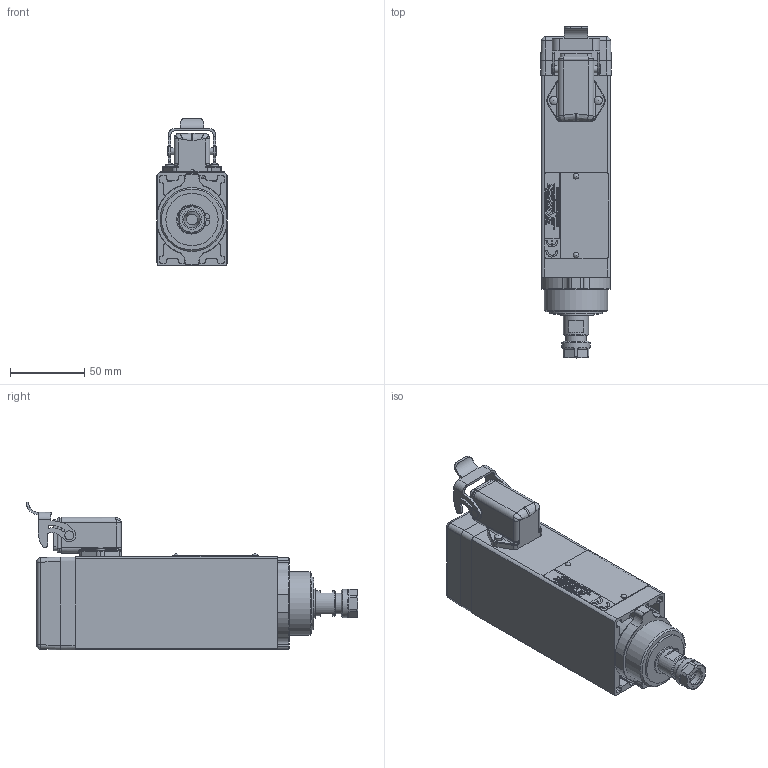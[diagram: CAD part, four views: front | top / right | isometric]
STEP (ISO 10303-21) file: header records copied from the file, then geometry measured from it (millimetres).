
FILE_DESCRIPTION(/* description */ ('Alibre Inc.'),/* implementation_level */ '2;1');
FILE_NAME(/* name */ 'export-A376276E-A420-4338-93B9-8DB0BFD549ED',/* time_stamp */ '2024-10-09T13:52:12+02:00',/* author */ (''),/* organization */ (''),/* preprocessor_version */ 'ST-DEVELOPER v17',/* originating_system */ 'Alibre',/* authorisation */ '');
FILE_SCHEMA (('AUTOMOTIVE_DESIGN'));
Length unit declared in the file: millimetre
Products named in the file (1): SCP24310001
Bounding box: 47.5 x 223.21 x 99.49 mm (x, y, z)
Volume: 483752.3 mm3; surface area: 85878.5 mm2
Topology: 1 solids, 5 shells, 942 faces, 2499 edges, 1638 vertices
Faces by surface type: plane 562, cylinder 259, bspline 58, cone 33, torus 18, sphere 12
Full cylindrical faces by diameter (mm): 0.261 x1, 0.288 x1, 1.26 x1, 1.4 x1, 1.6 x4, 2.49 x2, 2.5 x2, 2.796 x2, 3 x4, 3.2 x2, 4.8 x2, 4.917 x8, 5 x2, 5.6 x2, 6 x2, 7.5 x1, 13.18 x2, 14 x1, 16 x1, 17 x2, 19 x1, 35.2 x1, 43 x1
Entity records: 37049 total; most frequent: CARTESIAN_POINT 13407, ORIENTED_EDGE 4976, DIRECTION 4006, EDGE_CURVE 2488, VECTOR 1648, LINE 1648, VERTEX_POINT 1638, AXIS2_PLACEMENT_3D 1460
